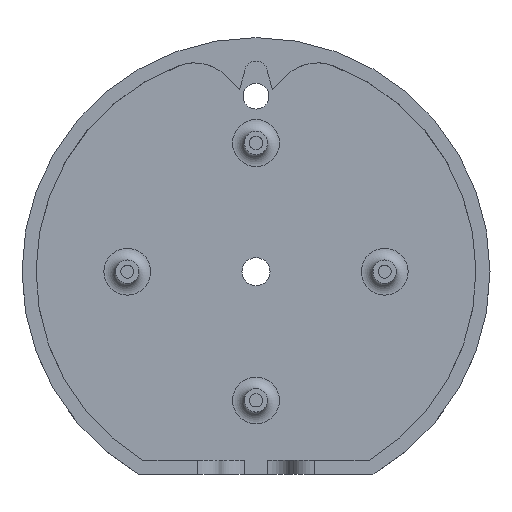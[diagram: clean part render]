
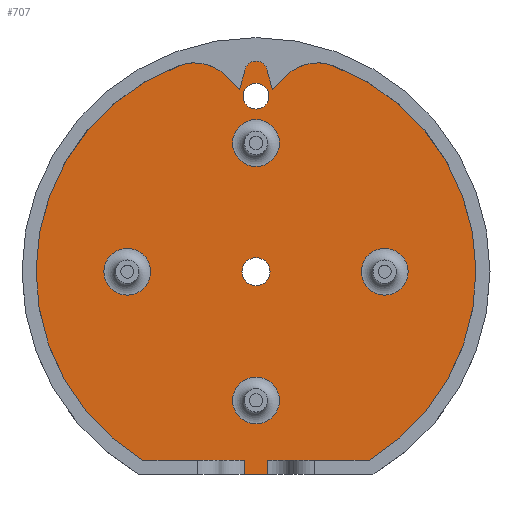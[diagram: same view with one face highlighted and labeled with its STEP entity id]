
A CAD part, top view. The second image highlights one B-rep face of the part: STEP entity #707.
In plain terms, the highlighted planar face has unit normal (0, 0, 1).
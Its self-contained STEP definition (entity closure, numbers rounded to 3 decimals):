
#19=FACE_BOUND('',#107,.T.);
#20=FACE_BOUND('',#108,.T.);
#21=FACE_BOUND('',#109,.T.);
#22=FACE_BOUND('',#110,.T.);
#23=FACE_BOUND('',#111,.T.);
#24=FACE_BOUND('',#112,.T.);
#36=PLANE('',#777);
#62=FACE_OUTER_BOUND('',#106,.T.);
#106=EDGE_LOOP('',(#522,#523,#524,#525,#526,#527));
#107=EDGE_LOOP('',(#528));
#108=EDGE_LOOP('',(#529));
#109=EDGE_LOOP('',(#530));
#110=EDGE_LOOP('',(#531));
#111=EDGE_LOOP('',(#532));
#112=EDGE_LOOP('',(#533));
#170=LINE('',#1158,#220);
#172=LINE('',#1163,#222);
#173=LINE('',#1165,#223);
#174=LINE('',#1167,#224);
#175=LINE('',#1168,#225);
#220=VECTOR('',#913,10.);
#222=VECTOR('',#919,10.);
#223=VECTOR('',#920,10.);
#224=VECTOR('',#921,10.);
#225=VECTOR('',#922,10.);
#257=CIRCLE('',#764,47.);
#264=CIRCLE('',#778,5.);
#265=CIRCLE('',#779,5.);
#266=CIRCLE('',#780,3.);
#267=CIRCLE('',#781,2.75);
#268=CIRCLE('',#782,5.);
#269=CIRCLE('',#783,5.);
#315=VERTEX_POINT('',#1123);
#316=VERTEX_POINT('',#1125);
#325=VERTEX_POINT('',#1155);
#326=VERTEX_POINT('',#1157);
#328=VERTEX_POINT('',#1164);
#329=VERTEX_POINT('',#1166);
#330=VERTEX_POINT('',#1169);
#331=VERTEX_POINT('',#1171);
#332=VERTEX_POINT('',#1173);
#333=VERTEX_POINT('',#1175);
#334=VERTEX_POINT('',#1177);
#335=VERTEX_POINT('',#1179);
#385=EDGE_CURVE('',#316,#315,#257,.T.);
#401=EDGE_CURVE('',#325,#326,#170,.T.);
#404=EDGE_CURVE('',#325,#316,#172,.T.);
#405=EDGE_CURVE('',#315,#328,#173,.T.);
#406=EDGE_CURVE('',#329,#328,#174,.T.);
#407=EDGE_CURVE('',#329,#326,#175,.T.);
#408=EDGE_CURVE('',#330,#330,#264,.T.);
#409=EDGE_CURVE('',#331,#331,#265,.T.);
#410=EDGE_CURVE('',#332,#332,#266,.T.);
#411=EDGE_CURVE('',#333,#333,#267,.T.);
#412=EDGE_CURVE('',#334,#334,#268,.T.);
#413=EDGE_CURVE('',#335,#335,#269,.T.);
#522=ORIENTED_EDGE('',*,*,#401,.F.);
#523=ORIENTED_EDGE('',*,*,#404,.T.);
#524=ORIENTED_EDGE('',*,*,#385,.T.);
#525=ORIENTED_EDGE('',*,*,#405,.T.);
#526=ORIENTED_EDGE('',*,*,#406,.F.);
#527=ORIENTED_EDGE('',*,*,#407,.T.);
#528=ORIENTED_EDGE('',*,*,#408,.F.);
#529=ORIENTED_EDGE('',*,*,#409,.F.);
#530=ORIENTED_EDGE('',*,*,#410,.T.);
#531=ORIENTED_EDGE('',*,*,#411,.T.);
#532=ORIENTED_EDGE('',*,*,#412,.F.);
#533=ORIENTED_EDGE('',*,*,#413,.F.);
#707=ADVANCED_FACE('',(#62,#19,#20,#21,#22,#23,#24),#36,.T.);
#764=AXIS2_PLACEMENT_3D('',#1126,#879,#880);
#777=AXIS2_PLACEMENT_3D('',#1162,#917,#918);
#778=AXIS2_PLACEMENT_3D('',#1170,#923,#924);
#779=AXIS2_PLACEMENT_3D('',#1172,#925,#926);
#780=AXIS2_PLACEMENT_3D('',#1174,#927,#928);
#781=AXIS2_PLACEMENT_3D('',#1176,#929,#930);
#782=AXIS2_PLACEMENT_3D('',#1178,#931,#932);
#783=AXIS2_PLACEMENT_3D('',#1180,#933,#934);
#879=DIRECTION('center_axis',(0.,0.,1.));
#880=DIRECTION('ref_axis',(0.515,-0.857,0.));
#913=DIRECTION('',(0.,-1.,0.));
#917=DIRECTION('center_axis',(0.,0.,1.));
#918=DIRECTION('ref_axis',(1.,0.,0.));
#919=DIRECTION('',(1.,0.,0.));
#920=DIRECTION('',(1.,0.,0.));
#921=DIRECTION('',(0.,1.,0.));
#922=DIRECTION('',(1.,0.,0.));
#923=DIRECTION('center_axis',(0.,0.,1.));
#924=DIRECTION('ref_axis',(1.,0.,0.));
#925=DIRECTION('center_axis',(0.,0.,1.));
#926=DIRECTION('ref_axis',(1.,0.,0.));
#927=DIRECTION('center_axis',(0.,0.,-1.));
#928=DIRECTION('ref_axis',(1.,0.,0.));
#929=DIRECTION('center_axis',(0.,0.,-1.));
#930=DIRECTION('ref_axis',(1.,0.,0.));
#931=DIRECTION('center_axis',(0.,0.,1.));
#932=DIRECTION('ref_axis',(1.,0.,0.));
#933=DIRECTION('center_axis',(0.,0.,1.));
#934=DIRECTION('ref_axis',(1.,0.,0.));
#1123=CARTESIAN_POINT('',(-24.183,-40.301,2.));
#1125=CARTESIAN_POINT('',(24.183,-40.301,2.));
#1126=CARTESIAN_POINT('Origin',(0.,0.,2.));
#1155=CARTESIAN_POINT('',(2.5,-40.301,2.));
#1157=CARTESIAN_POINT('',(2.5,-43.301,2.));
#1158=CARTESIAN_POINT('',(2.5,-18.476,2.));
#1162=CARTESIAN_POINT('Origin',(0.,3.349,2.));
#1163=CARTESIAN_POINT('',(12.091,-40.301,2.));
#1164=CARTESIAN_POINT('',(-2.5,-40.301,2.));
#1165=CARTESIAN_POINT('',(-3.75,-40.301,2.));
#1166=CARTESIAN_POINT('',(-2.5,-43.301,2.));
#1167=CARTESIAN_POINT('',(-2.5,-19.976,2.));
#1168=CARTESIAN_POINT('',(-25.,-43.301,2.));
#1169=CARTESIAN_POINT('',(32.5,0.,2.));
#1170=CARTESIAN_POINT('Origin',(27.5,0.,2.));
#1171=CARTESIAN_POINT('',(-22.5,0.,2.));
#1172=CARTESIAN_POINT('Origin',(-27.5,0.,2.));
#1173=CARTESIAN_POINT('',(-3.,0.,2.));
#1174=CARTESIAN_POINT('Origin',(0.,0.,2.));
#1175=CARTESIAN_POINT('',(-2.75,37.5,2.));
#1176=CARTESIAN_POINT('Origin',(0.,37.5,2.));
#1177=CARTESIAN_POINT('',(5.,27.5,2.));
#1178=CARTESIAN_POINT('Origin',(0.,27.5,2.));
#1179=CARTESIAN_POINT('',(5.,-27.5,2.));
#1180=CARTESIAN_POINT('Origin',(0.,-27.5,2.));
